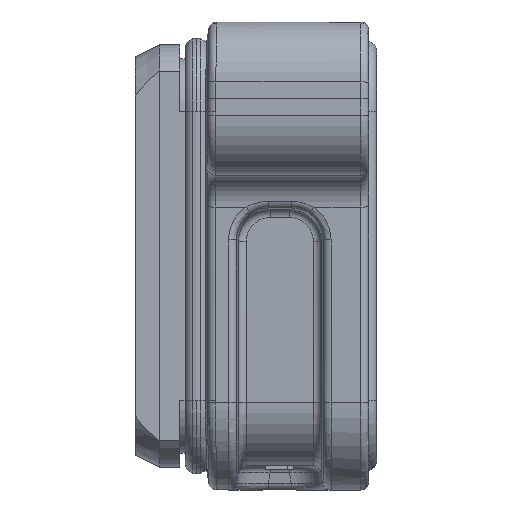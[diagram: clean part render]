
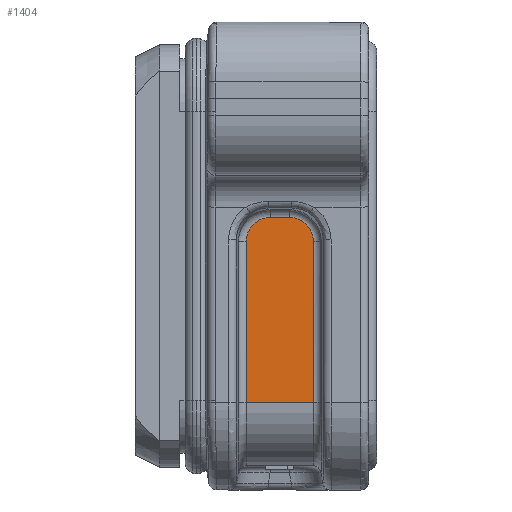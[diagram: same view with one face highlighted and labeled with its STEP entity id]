
A CAD part, left-side view. The second image highlights one B-rep face of the part: STEP entity #1404.
In plain terms, the highlighted planar face has unit normal (-1, 0, -0.018).
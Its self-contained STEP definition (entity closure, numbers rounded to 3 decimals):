
#511=FACE_OUTER_BOUND('',#4065,.T.);
#1404=ADVANCED_FACE('NONE',(#511),#2001,.F.);
#2001=PLANE('',#11777);
#2350=LINE('',#15999,#3143);
#2352=LINE('',#16015,#3145);
#2370=LINE('',#16279,#3163);
#2371=LINE('',#16289,#3164);
#3143=VECTOR('',#12792,1.);
#3145=VECTOR('',#12812,1.);
#3163=VECTOR('',#12904,1.);
#3164=VECTOR('',#12905,1.);
#4065=EDGE_LOOP('',(#5121,#5122,#5123,#5124,#5125,#5126));
#5121=ORIENTED_EDGE('',*,*,#9526,.T.);
#5122=ORIENTED_EDGE('',*,*,#9527,.T.);
#5123=ORIENTED_EDGE('',*,*,#9528,.T.);
#5124=ORIENTED_EDGE('',*,*,#9455,.F.);
#5125=ORIENTED_EDGE('',*,*,#9463,.F.);
#5126=ORIENTED_EDGE('',*,*,#9529,.T.);
#8325=VERTEX_POINT('',#15998);
#8326=VERTEX_POINT('',#16000);
#8331=VERTEX_POINT('',#16016);
#8364=VERTEX_POINT('',#16280);
#8365=VERTEX_POINT('',#16281);
#8366=VERTEX_POINT('',#16288);
#9455=EDGE_CURVE('NONE',#8325,#8326,#2350,.T.);
#9463=EDGE_CURVE('NONE',#8331,#8325,#2352,.T.);
#9526=EDGE_CURVE('NONE',#8364,#8365,#2370,.T.);
#9527=EDGE_CURVE('NONE',#8365,#8366,#11090,.T.);
#9528=EDGE_CURVE('NONE',#8366,#8326,#2371,.T.);
#9529=EDGE_CURVE('NONE',#8331,#8364,#11091,.T.);
#11090=B_SPLINE_CURVE_WITH_KNOTS('',3,(#16282,#16283,#16284,#16285,#16286,
#16287),.UNSPECIFIED.,.F.,.F.,(4,2,4),(0.,0.5,1.),.UNSPECIFIED.);
#11091=B_SPLINE_CURVE_WITH_KNOTS('',3,(#16290,#16291,#16292,#16293,#16294,
#16295),.UNSPECIFIED.,.F.,.F.,(4,2,4),(0.,0.5,1.),.UNSPECIFIED.);
#11777=AXIS2_PLACEMENT_3D('',#16296,#12906,#12907);
#12792=DIRECTION('',(0.,1.,0.));
#12812=DIRECTION('',(0.017,0.,-1.));
#12904=DIRECTION('',(0.,1.,0.));
#12905=DIRECTION('',(0.017,0.,-1.));
#12906=DIRECTION('',(1.,0.,0.017));
#12907=DIRECTION('',(0.017,0.,-1.));
#15998=CARTESIAN_POINT('',(33.2,97.847,-58.122));
#15999=CARTESIAN_POINT('',(33.2,97.,-58.122));
#16000=CARTESIAN_POINT('',(33.2,106.153,-58.122));
#16015=CARTESIAN_POINT('',(33.2,97.847,-58.122));
#16016=CARTESIAN_POINT('',(32.851,97.847,-38.166));
#16279=CARTESIAN_POINT('',(32.8,100.111,-35.207));
#16280=CARTESIAN_POINT('',(32.8,100.806,-35.207));
#16281=CARTESIAN_POINT('',(32.8,103.194,-35.207));
#16282=CARTESIAN_POINT('',(32.8,103.194,-35.207));
#16283=CARTESIAN_POINT('',(32.8,103.985,-35.209));
#16284=CARTESIAN_POINT('',(32.805,104.736,-35.514));
#16285=CARTESIAN_POINT('',(32.824,105.846,-36.624));
#16286=CARTESIAN_POINT('',(32.838,106.152,-37.375));
#16287=CARTESIAN_POINT('',(32.851,106.153,-38.166));
#16288=CARTESIAN_POINT('',(32.851,106.153,-38.166));
#16289=CARTESIAN_POINT('',(32.839,106.153,-37.459));
#16290=CARTESIAN_POINT('',(32.851,97.847,-38.166));
#16291=CARTESIAN_POINT('',(32.838,97.849,-37.375));
#16292=CARTESIAN_POINT('',(32.824,98.154,-36.624));
#16293=CARTESIAN_POINT('',(32.805,99.265,-35.514));
#16294=CARTESIAN_POINT('',(32.8,100.015,-35.209));
#16295=CARTESIAN_POINT('',(32.8,100.806,-35.207));
#16296=CARTESIAN_POINT('',(33.2,97.,-58.122));
